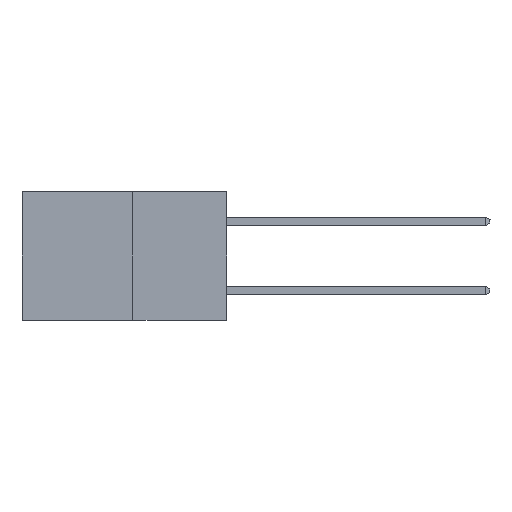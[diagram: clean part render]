
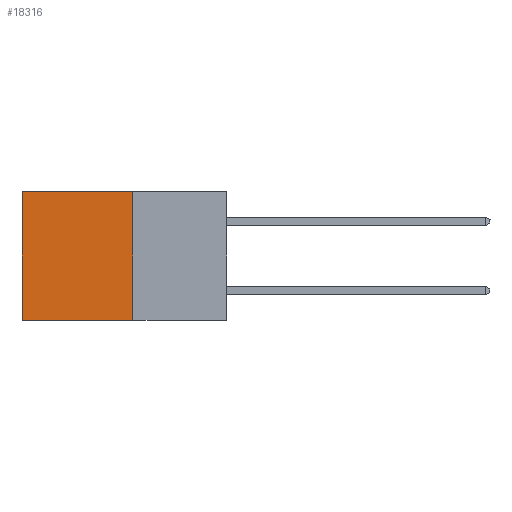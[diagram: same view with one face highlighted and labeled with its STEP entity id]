
A CAD part, left-side view. The second image highlights one B-rep face of the part: STEP entity #18316.
In plain terms, the highlighted planar face has unit normal (-1, 0, 0).
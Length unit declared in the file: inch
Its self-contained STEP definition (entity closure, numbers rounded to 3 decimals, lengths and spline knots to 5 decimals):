
#679 = EDGE_CURVE ( 'NONE', #11333, #16951, #17636, .T. ) ;
#1449 = CARTESIAN_POINT ( 'NONE',  ( 0.277, 0.27, -0.37 ) ) ;
#1767 = DIRECTION ( 'NONE',  ( 0., 1., 0. ) ) ;
#2254 = ORIENTED_EDGE ( 'NONE', *, *, #19083, .T. ) ;
#2433 = LINE ( 'NONE', #1449, #6278 ) ;
#2861 = VECTOR ( 'NONE', #21293, 39.37008 ) ;
#2936 = DIRECTION ( 'NONE',  ( 1., 0., 0. ) ) ;
#3227 = EDGE_CURVE ( 'NONE', #11333, #11646, #6761, .T. ) ;
#4317 = ORIENTED_EDGE ( 'NONE', *, *, #8207, .F. ) ;
#6278 = VECTOR ( 'NONE', #1767, 39.37008 ) ;
#6583 = CARTESIAN_POINT ( 'NONE',  ( 0.277, 0.59, -0.37 ) ) ;
#6653 = DIRECTION ( 'NONE',  ( 0., 0., -1. ) ) ;
#6761 = LINE ( 'NONE', #21346, #19463 ) ;
#6814 = CARTESIAN_POINT ( 'NONE',  ( 0.277, 0.27, -0.37 ) ) ;
#7795 = LINE ( 'NONE', #6583, #2861 ) ;
#7870 = CARTESIAN_POINT ( 'NONE',  ( 0.277, 0.27, -0.37 ) ) ;
#8207 = EDGE_CURVE ( 'NONE', #16951, #15763, #2433, .T. ) ;
#8734 = ORIENTED_EDGE ( 'NONE', *, *, #679, .F. ) ;
#9847 = FACE_OUTER_BOUND ( 'NONE', #16648, .T. ) ;
#11333 = VERTEX_POINT ( 'NONE', #18180 ) ;
#11646 = VERTEX_POINT ( 'NONE', #21114 ) ;
#12947 = PLANE ( 'NONE',  #21083 ) ;
#13771 = ORIENTED_EDGE ( 'NONE', *, *, #3227, .T. ) ;
#13802 = CARTESIAN_POINT ( 'NONE',  ( 0.277, 0.27, -0.37 ) ) ;
#14629 = DIRECTION ( 'NONE',  ( 0., 0., -1. ) ) ;
#15763 = VERTEX_POINT ( 'NONE', #17714 ) ;
#16648 = EDGE_LOOP ( 'NONE', ( #2254, #4317, #8734, #13771 ) ) ;
#16951 = VERTEX_POINT ( 'NONE', #13802 ) ;
#17146 = VECTOR ( 'NONE', #6653, 39.37008 ) ;
#17636 = LINE ( 'NONE', #6814, #17146 ) ;
#17714 = CARTESIAN_POINT ( 'NONE',  ( 0.277, 0.59, -0.37 ) ) ;
#18180 = CARTESIAN_POINT ( 'NONE',  ( 0.277, 0.27, 0. ) ) ;
#18316 = ADVANCED_FACE ( 'NONE', ( #9847 ), #12947, .F. ) ;
#19083 = EDGE_CURVE ( 'NONE', #11646, #15763, #7795, .T. ) ;
#19463 = VECTOR ( 'NONE', #20721, 39.37008 ) ;
#20721 = DIRECTION ( 'NONE',  ( 0., 1., 0. ) ) ;
#21083 = AXIS2_PLACEMENT_3D ( 'NONE', #7870, #2936, #14629 ) ;
#21114 = CARTESIAN_POINT ( 'NONE',  ( 0.277, 0.59, 0. ) ) ;
#21293 = DIRECTION ( 'NONE',  ( 0., 0., -1. ) ) ;
#21346 = CARTESIAN_POINT ( 'NONE',  ( 0.277, 0.27, 0. ) ) ;
